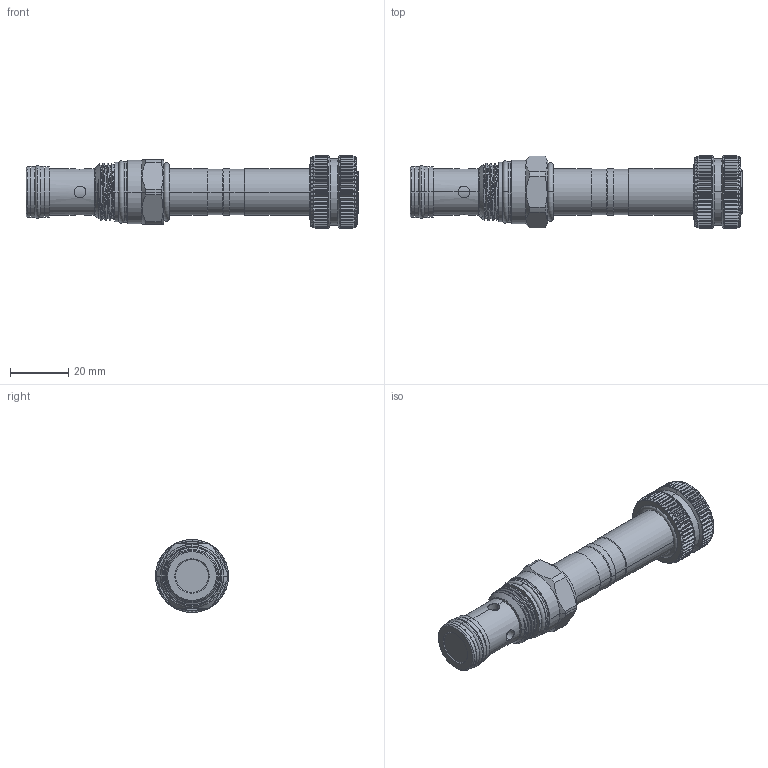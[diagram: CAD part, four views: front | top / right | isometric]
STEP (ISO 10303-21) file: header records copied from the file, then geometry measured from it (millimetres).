
FILE_DESCRIPTION (( 'STEP AP203' ), '1' );
FILE_NAME ('EP13A2C52N04.STEP', '2020-04-08T01:45:33', ( '' ), ( '' ), 'SwSTEP 2.0', 'SolidWorks 2018', '' );
FILE_SCHEMA (( 'CONFIG_CONTROL_DESIGN' ));
Length unit declared in the file: millimetre
Products named in the file (1): EP13A2C52N04
Bounding box: 113.7 x 25 x 25 mm (x, y, z)
Volume: 30316.8 mm3; surface area: 10305.8 mm2
Topology: 2 solids, 2 shells, 1022 faces, 2699 edges, 1708 vertices
Faces by surface type: plane 444, cylinder 408, cone 147, torus 12, bspline 11
Entity records: 37425 total; most frequent: CARTESIAN_POINT 12921, ORIENTED_EDGE 5394, DIRECTION 4827, EDGE_CURVE 2697, AXIS2_PLACEMENT_3D 1857, VERTEX_POINT 1708, LINE 1113, VECTOR 1113
